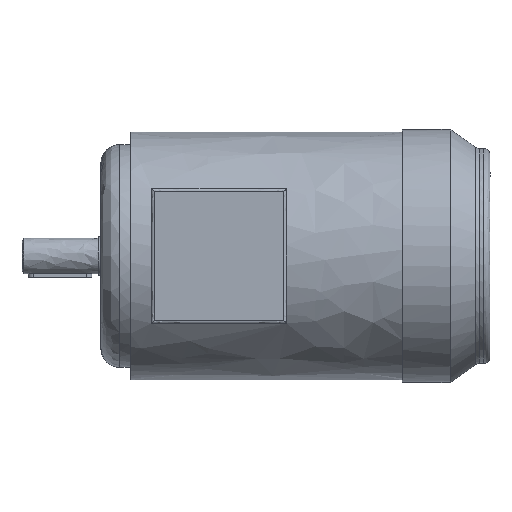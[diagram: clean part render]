
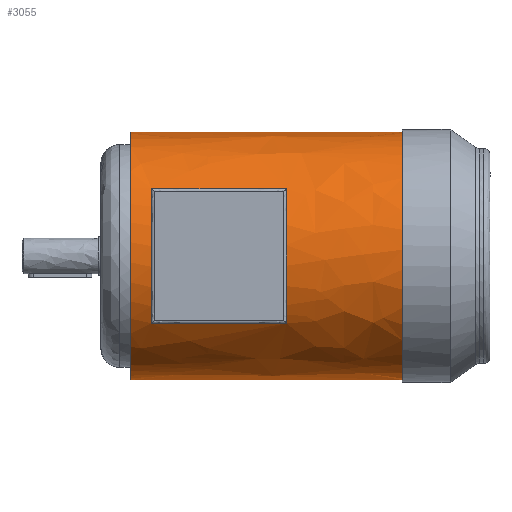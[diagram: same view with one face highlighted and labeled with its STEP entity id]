
A CAD part, front view. The second image highlights one B-rep face of the part: STEP entity #3055.
In plain terms, the highlighted free-form (B-spline) face has degree [3, 1] with [4, 2] control points.
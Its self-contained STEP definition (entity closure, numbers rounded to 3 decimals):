
#3055 = ADVANCED_FACE('',(#3056,#3127),#3069,.T.);
#3056 = FACE_BOUND('',#3057,.T.);
#3057 = EDGE_LOOP('',(#3058,#3083,#3099,#3113));
#3058 = ORIENTED_EDGE('',*,*,#3059,.T.);
#3059 = EDGE_CURVE('',#3060,#3062,#3064,.T.);
#3060 = VERTEX_POINT('',#3061);
#3061 = CARTESIAN_POINT('',(25.,0.,-97.5));
#3062 = VERTEX_POINT('',#3063);
#3063 = CARTESIAN_POINT('',(239.,0.,-97.5));
#3064 = SURFACE_CURVE('',#3065,(#3068),.PCURVE_S1.);
#3065 = B_SPLINE_CURVE_WITH_KNOTS('',1,(#3066,#3067),.UNSPECIFIED.,.F.,
  .F.,(2,2),(-0.492,-0.278),.PIECEWISE_BEZIER_KNOTS.);
#3066 = CARTESIAN_POINT('',(25.,0.,-97.5));
#3067 = CARTESIAN_POINT('',(239.,0.,-97.5));
#3068 = PCURVE('',#3069,#3078);
#3069 = ( BOUNDED_SURFACE() B_SPLINE_SURFACE(3,1,(
    (#3070,#3071)
    ,(#3072,#3073)
    ,(#3074,#3075)
    ,(#3076,#3077
)),.UNSPECIFIED.,.F.,.F.,.F.) B_SPLINE_SURFACE_WITH_KNOTS((4,4),(2,2),(
    0.,1.),(0.,1.),.PIECEWISE_BEZIER_KNOTS.) 
GEOMETRIC_REPRESENTATION_ITEM() RATIONAL_B_SPLINE_SURFACE((
    (1.,1.)
    ,(0.333,0.333)
    ,(0.333,0.333)
,(1.,1.))) REPRESENTATION_ITEM('') SURFACE() );
#3070 = CARTESIAN_POINT('',(239.,0.,-97.5));
#3071 = CARTESIAN_POINT('',(25.,0.,-97.5));
#3072 = CARTESIAN_POINT('',(239.,-195.,-97.5));
#3073 = CARTESIAN_POINT('',(25.,-195.,-97.5));
#3074 = CARTESIAN_POINT('',(239.,-195.,97.5));
#3075 = CARTESIAN_POINT('',(25.,-195.,97.5));
#3076 = CARTESIAN_POINT('',(239.,0.,97.5));
#3077 = CARTESIAN_POINT('',(25.,0.,97.5));
#3078 = DEFINITIONAL_REPRESENTATION('',(#3079),#3082);
#3079 = B_SPLINE_CURVE_WITH_KNOTS('',1,(#3080,#3081),.UNSPECIFIED.,.F.,
  .F.,(2,2),(-0.492,-0.278),.PIECEWISE_BEZIER_KNOTS.);
#3080 = CARTESIAN_POINT('',(0.,1.));
#3081 = CARTESIAN_POINT('',(0.,0.));
#3082 = ( GEOMETRIC_REPRESENTATION_CONTEXT(2) 
PARAMETRIC_REPRESENTATION_CONTEXT() REPRESENTATION_CONTEXT('2D SPACE',''
  ) );
#3083 = ORIENTED_EDGE('',*,*,#3084,.T.);
#3084 = EDGE_CURVE('',#3062,#3085,#3087,.T.);
#3085 = VERTEX_POINT('',#3086);
#3086 = CARTESIAN_POINT('',(239.,0.,97.5));
#3087 = SURFACE_CURVE('',#3088,(#3093),.PCURVE_S1.);
#3088 = ( BOUNDED_CURVE() B_SPLINE_CURVE(3,(#3089,#3090,#3091,#3092),
.UNSPECIFIED.,.F.,.F.) B_SPLINE_CURVE_WITH_KNOTS((4,4),(3.142,
6.283),.PIECEWISE_BEZIER_KNOTS.) CURVE() 
GEOMETRIC_REPRESENTATION_ITEM() RATIONAL_B_SPLINE_CURVE((1.,
0.333,0.333,1.)) REPRESENTATION_ITEM('') );
#3089 = CARTESIAN_POINT('',(239.,0.,-97.5));
#3090 = CARTESIAN_POINT('',(239.,-195.,-97.5));
#3091 = CARTESIAN_POINT('',(239.,-195.,97.5));
#3092 = CARTESIAN_POINT('',(239.,0.,97.5));
#3093 = PCURVE('',#3069,#3094);
#3094 = DEFINITIONAL_REPRESENTATION('',(#3095),#3098);
#3095 = B_SPLINE_CURVE_WITH_KNOTS('',1,(#3096,#3097),.UNSPECIFIED.,.F.,
  .F.,(2,2),(3.142,6.283),.PIECEWISE_BEZIER_KNOTS.);
#3096 = CARTESIAN_POINT('',(0.,0.));
#3097 = CARTESIAN_POINT('',(1.,0.));
#3098 = ( GEOMETRIC_REPRESENTATION_CONTEXT(2) 
PARAMETRIC_REPRESENTATION_CONTEXT() REPRESENTATION_CONTEXT('2D SPACE',''
  ) );
#3099 = ORIENTED_EDGE('',*,*,#3100,.T.);
#3100 = EDGE_CURVE('',#3085,#3101,#3103,.T.);
#3101 = VERTEX_POINT('',#3102);
#3102 = CARTESIAN_POINT('',(25.,0.,97.5));
#3103 = SURFACE_CURVE('',#3104,(#3107),.PCURVE_S1.);
#3104 = B_SPLINE_CURVE_WITH_KNOTS('',1,(#3105,#3106),.UNSPECIFIED.,.F.,
  .F.,(2,2),(0.278,0.492),.PIECEWISE_BEZIER_KNOTS.);
#3105 = CARTESIAN_POINT('',(239.,0.,97.5));
#3106 = CARTESIAN_POINT('',(25.,0.,97.5));
#3107 = PCURVE('',#3069,#3108);
#3108 = DEFINITIONAL_REPRESENTATION('',(#3109),#3112);
#3109 = B_SPLINE_CURVE_WITH_KNOTS('',1,(#3110,#3111),.UNSPECIFIED.,.F.,
  .F.,(2,2),(0.278,0.492),.PIECEWISE_BEZIER_KNOTS.);
#3110 = CARTESIAN_POINT('',(1.,0.));
#3111 = CARTESIAN_POINT('',(1.,1.));
#3112 = ( GEOMETRIC_REPRESENTATION_CONTEXT(2) 
PARAMETRIC_REPRESENTATION_CONTEXT() REPRESENTATION_CONTEXT('2D SPACE',''
  ) );
#3113 = ORIENTED_EDGE('',*,*,#3114,.T.);
#3114 = EDGE_CURVE('',#3101,#3060,#3115,.T.);
#3115 = SURFACE_CURVE('',#3116,(#3121),.PCURVE_S1.);
#3116 = ( BOUNDED_CURVE() B_SPLINE_CURVE(3,(#3117,#3118,#3119,#3120),
.UNSPECIFIED.,.F.,.F.) B_SPLINE_CURVE_WITH_KNOTS((4,4),(-6.283,
-3.142),.PIECEWISE_BEZIER_KNOTS.) CURVE() 
GEOMETRIC_REPRESENTATION_ITEM() RATIONAL_B_SPLINE_CURVE((1.,
0.333,0.333,1.)) REPRESENTATION_ITEM('') );
#3117 = CARTESIAN_POINT('',(25.,0.,97.5));
#3118 = CARTESIAN_POINT('',(25.,-195.,97.5));
#3119 = CARTESIAN_POINT('',(25.,-195.,-97.5));
#3120 = CARTESIAN_POINT('',(25.,0.,-97.5));
#3121 = PCURVE('',#3069,#3122);
#3122 = DEFINITIONAL_REPRESENTATION('',(#3123),#3126);
#3123 = B_SPLINE_CURVE_WITH_KNOTS('',1,(#3124,#3125),.UNSPECIFIED.,.F.,
  .F.,(2,2),(-6.283,-3.142),.PIECEWISE_BEZIER_KNOTS.);
#3124 = CARTESIAN_POINT('',(1.,1.));
#3125 = CARTESIAN_POINT('',(0.,1.));
#3126 = ( GEOMETRIC_REPRESENTATION_CONTEXT(2) 
PARAMETRIC_REPRESENTATION_CONTEXT() REPRESENTATION_CONTEXT('2D SPACE',''
  ) );
#3127 = FACE_BOUND('',#3128,.T.);
#3128 = EDGE_LOOP('',(#3129,#3147,#3161,#3177));
#3129 = ORIENTED_EDGE('',*,*,#3130,.T.);
#3130 = EDGE_CURVE('',#3131,#3133,#3135,.T.);
#3131 = VERTEX_POINT('',#3132);
#3132 = CARTESIAN_POINT('',(42.,-81.837,-53.));
#3133 = VERTEX_POINT('',#3134);
#3134 = CARTESIAN_POINT('',(42.,-81.837,53.));
#3135 = SURFACE_CURVE('',#3136,(#3141),.PCURVE_S1.);
#3136 = ( BOUNDED_CURVE() B_SPLINE_CURVE(3,(#3137,#3138,#3139,#3140),
.UNSPECIFIED.,.F.,.F.) B_SPLINE_CURVE_WITH_KNOTS((4,4),(-5.287,
-4.138),.PIECEWISE_BEZIER_KNOTS.) CURVE() 
GEOMETRIC_REPRESENTATION_ITEM() RATIONAL_B_SPLINE_CURVE((1.,
0.893,0.893,1.)) REPRESENTATION_ITEM('') );
#3137 = CARTESIAN_POINT('',(42.,-81.837,-53.));
#3138 = CARTESIAN_POINT('',(42.,-103.347,-19.786));
#3139 = CARTESIAN_POINT('',(42.,-103.347,19.786));
#3140 = CARTESIAN_POINT('',(42.,-81.837,53.));
#3141 = PCURVE('',#3069,#3142);
#3142 = DEFINITIONAL_REPRESENTATION('',(#3143),#3146);
#3143 = B_SPLINE_CURVE_WITH_KNOTS('',1,(#3144,#3145),.UNSPECIFIED.,.F.,
  .F.,(2,2),(-5.287,-4.138),.PIECEWISE_BEZIER_KNOTS.);
#3144 = CARTESIAN_POINT('',(0.352,0.921));
#3145 = CARTESIAN_POINT('',(0.648,0.921));
#3146 = ( GEOMETRIC_REPRESENTATION_CONTEXT(2) 
PARAMETRIC_REPRESENTATION_CONTEXT() REPRESENTATION_CONTEXT('2D SPACE',''
  ) );
#3147 = ORIENTED_EDGE('',*,*,#3148,.T.);
#3148 = EDGE_CURVE('',#3133,#3149,#3151,.T.);
#3149 = VERTEX_POINT('',#3150);
#3150 = CARTESIAN_POINT('',(148.,-81.837,53.));
#3151 = SURFACE_CURVE('',#3152,(#3155),.PCURVE_S1.);
#3152 = B_SPLINE_CURVE_WITH_KNOTS('',1,(#3153,#3154),.UNSPECIFIED.,.F.,
  .F.,(2,2),(-0.475,-0.369),.PIECEWISE_BEZIER_KNOTS.);
#3153 = CARTESIAN_POINT('',(42.,-81.837,53.));
#3154 = CARTESIAN_POINT('',(148.,-81.837,53.));
#3155 = PCURVE('',#3069,#3156);
#3156 = DEFINITIONAL_REPRESENTATION('',(#3157),#3160);
#3157 = B_SPLINE_CURVE_WITH_KNOTS('',1,(#3158,#3159),.UNSPECIFIED.,.F.,
  .F.,(2,2),(-0.475,-0.369),.PIECEWISE_BEZIER_KNOTS.);
#3158 = CARTESIAN_POINT('',(0.648,0.921));
#3159 = CARTESIAN_POINT('',(0.648,0.425));
#3160 = ( GEOMETRIC_REPRESENTATION_CONTEXT(2) 
PARAMETRIC_REPRESENTATION_CONTEXT() REPRESENTATION_CONTEXT('2D SPACE',''
  ) );
#3161 = ORIENTED_EDGE('',*,*,#3162,.T.);
#3162 = EDGE_CURVE('',#3149,#3163,#3165,.T.);
#3163 = VERTEX_POINT('',#3164);
#3164 = CARTESIAN_POINT('',(148.,-81.837,-53.));
#3165 = SURFACE_CURVE('',#3166,(#3171),.PCURVE_S1.);
#3166 = ( BOUNDED_CURVE() B_SPLINE_CURVE(3,(#3167,#3168,#3169,#3170),
.UNSPECIFIED.,.F.,.F.) B_SPLINE_CURVE_WITH_KNOTS((4,4),(-5.287,
-4.138),.PIECEWISE_BEZIER_KNOTS.) CURVE() 
GEOMETRIC_REPRESENTATION_ITEM() RATIONAL_B_SPLINE_CURVE((1.,
0.893,0.893,1.)) REPRESENTATION_ITEM('') );
#3167 = CARTESIAN_POINT('',(148.,-81.837,53.));
#3168 = CARTESIAN_POINT('',(148.,-103.347,19.786));
#3169 = CARTESIAN_POINT('',(148.,-103.347,-19.786));
#3170 = CARTESIAN_POINT('',(148.,-81.837,-53.));
#3171 = PCURVE('',#3069,#3172);
#3172 = DEFINITIONAL_REPRESENTATION('',(#3173),#3176);
#3173 = B_SPLINE_CURVE_WITH_KNOTS('',1,(#3174,#3175),.UNSPECIFIED.,.F.,
  .F.,(2,2),(-5.287,-4.138),.PIECEWISE_BEZIER_KNOTS.);
#3174 = CARTESIAN_POINT('',(0.648,0.425));
#3175 = CARTESIAN_POINT('',(0.352,0.425));
#3176 = ( GEOMETRIC_REPRESENTATION_CONTEXT(2) 
PARAMETRIC_REPRESENTATION_CONTEXT() REPRESENTATION_CONTEXT('2D SPACE',''
  ) );
#3177 = ORIENTED_EDGE('',*,*,#3178,.T.);
#3178 = EDGE_CURVE('',#3163,#3131,#3179,.T.);
#3179 = SURFACE_CURVE('',#3180,(#3183),.PCURVE_S1.);
#3180 = B_SPLINE_CURVE_WITH_KNOTS('',1,(#3181,#3182),.UNSPECIFIED.,.F.,
  .F.,(2,2),(0.369,0.475),.PIECEWISE_BEZIER_KNOTS.);
#3181 = CARTESIAN_POINT('',(148.,-81.837,-53.));
#3182 = CARTESIAN_POINT('',(42.,-81.837,-53.));
#3183 = PCURVE('',#3069,#3184);
#3184 = DEFINITIONAL_REPRESENTATION('',(#3185),#3188);
#3185 = B_SPLINE_CURVE_WITH_KNOTS('',1,(#3186,#3187),.UNSPECIFIED.,.F.,
  .F.,(2,2),(0.369,0.475),.PIECEWISE_BEZIER_KNOTS.);
#3186 = CARTESIAN_POINT('',(0.352,0.425));
#3187 = CARTESIAN_POINT('',(0.352,0.921));
#3188 = ( GEOMETRIC_REPRESENTATION_CONTEXT(2) 
PARAMETRIC_REPRESENTATION_CONTEXT() REPRESENTATION_CONTEXT('2D SPACE',''
  ) );
